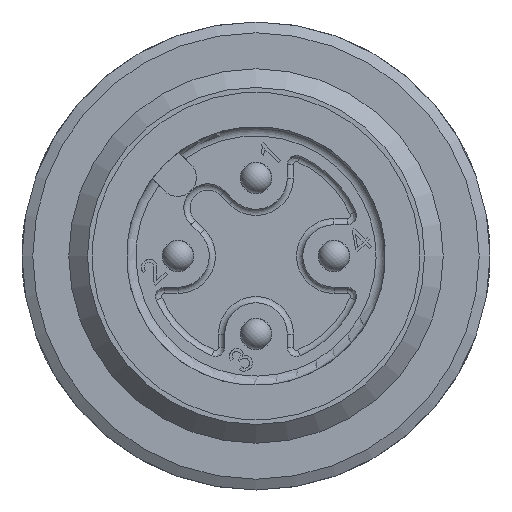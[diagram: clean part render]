
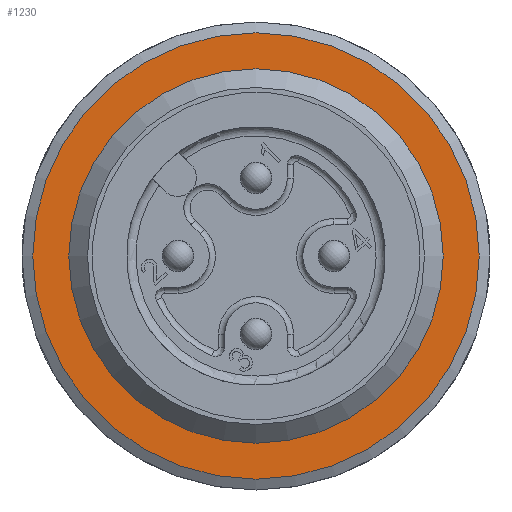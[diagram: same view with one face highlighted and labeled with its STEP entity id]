
A CAD part, front view. The second image highlights one B-rep face of the part: STEP entity #1230.
In plain terms, the highlighted planar face has unit normal (0, -1, 0).
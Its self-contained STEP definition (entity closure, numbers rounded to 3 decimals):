
#348=PLANE('',#4410);
#1230=ADVANCED_FACE('',(#1475,#1476),#348,.F.);
#1475=FACE_BOUND('',#1661,.T.);
#1476=FACE_BOUND('',#1662,.T.);
#1661=EDGE_LOOP('',(#2416));
#1662=EDGE_LOOP('',(#2417));
#2416=ORIENTED_EDGE('',*,*,#3698,.F.);
#2417=ORIENTED_EDGE('',*,*,#3699,.T.);
#3214=VERTEX_POINT('',#6895);
#3215=VERTEX_POINT('',#6898);
#3698=EDGE_CURVE('',#3214,#3214,#4086,.T.);
#3699=EDGE_CURVE('',#3215,#3215,#4087,.T.);
#4086=CIRCLE('',#4407,6.);
#4087=CIRCLE('',#4409,7.154);
#4407=AXIS2_PLACEMENT_3D('',#6894,#5203,#5204);
#4409=AXIS2_PLACEMENT_3D('',#6897,#5207,#5208);
#4410=AXIS2_PLACEMENT_3D('',#6899,#5209,#5210);
#5203=DIRECTION('',(0.,-1.,0.));
#5204=DIRECTION('',(-0.866,0.,0.5));
#5207=DIRECTION('',(0.,-1.,0.));
#5208=DIRECTION('',(-0.866,0.,0.5));
#5209=DIRECTION('',(0.,1.,0.));
#5210=DIRECTION('',(0.866,0.,-0.5));
#6894=CARTESIAN_POINT('',(132.751,-47.35,0.));
#6895=CARTESIAN_POINT('',(127.555,-47.35,3.));
#6897=CARTESIAN_POINT('',(132.751,-47.35,0.));
#6898=CARTESIAN_POINT('',(126.556,-47.35,3.577));
#6899=CARTESIAN_POINT('',(129.174,-47.35,-6.195));
